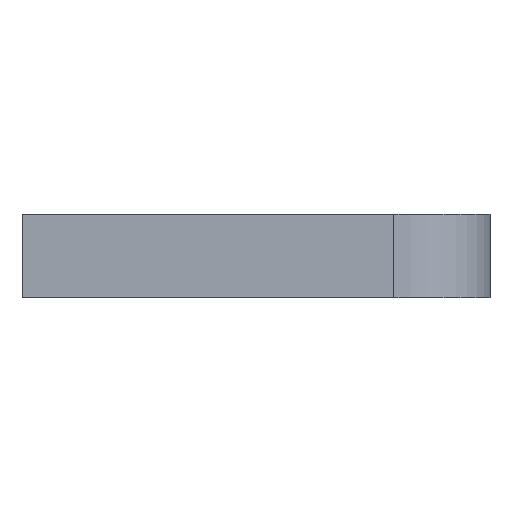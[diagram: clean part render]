
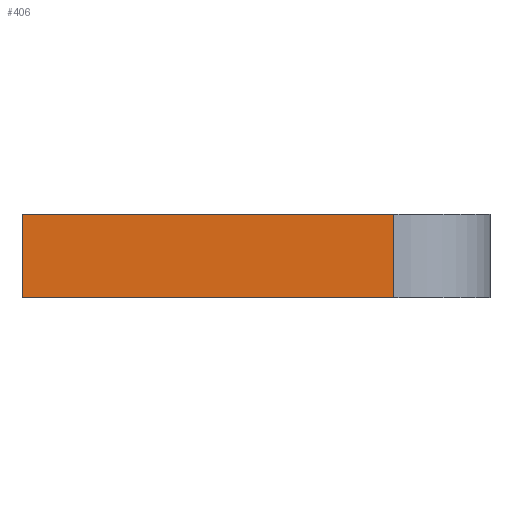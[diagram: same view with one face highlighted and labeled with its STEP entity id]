
A CAD part, front view. The second image highlights one B-rep face of the part: STEP entity #406.
In plain terms, the highlighted planar face has unit normal (0, -1, 0).
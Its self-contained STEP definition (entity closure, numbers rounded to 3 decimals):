
#350=CARTESIAN_POINT('',(-8.,455.,20.13));
#351=VERTEX_POINT('',#350);
#358=CARTESIAN_POINT('',(-8.,455.,23.33));
#359=VERTEX_POINT('',#358);
#360=CARTESIAN_POINT('',(-8.,455.,23.33));
#361=DIRECTION('',(0.,0.,-1.));
#362=VECTOR('',#361,3.2);
#363=LINE('',#360,#362);
#364=EDGE_CURVE('',#359,#351,#363,.T.);
#376=CARTESIAN_POINT('',(-2.,455.,23.33));
#377=DIRECTION('',(0.,-1.,0.));
#378=DIRECTION('',(0.,0.,-1.));
#379=AXIS2_PLACEMENT_3D('',#376,#377,#378);
#380=PLANE('',#379);
#381=CARTESIAN_POINT('',(6.3,455.,20.13));
#382=VERTEX_POINT('',#381);
#383=CARTESIAN_POINT('',(6.3,455.,20.13));
#384=DIRECTION('',(-1.,-0.,0.));
#385=VECTOR('',#384,14.3);
#386=LINE('',#383,#385);
#387=EDGE_CURVE('',#382,#351,#386,.T.);
#388=ORIENTED_EDGE('',*,*,#387,.F.);
#389=CARTESIAN_POINT('',(6.3,455.,23.33));
#390=VERTEX_POINT('',#389);
#391=CARTESIAN_POINT('',(6.3,455.,20.13));
#392=DIRECTION('',(-0.,-0.,1.));
#393=VECTOR('',#392,3.2);
#394=LINE('',#391,#393);
#395=EDGE_CURVE('',#382,#390,#394,.T.);
#396=ORIENTED_EDGE('',*,*,#395,.T.);
#397=CARTESIAN_POINT('',(6.3,455.,23.33));
#398=DIRECTION('',(-1.,-0.,0.));
#399=VECTOR('',#398,14.3);
#400=LINE('',#397,#399);
#401=EDGE_CURVE('',#390,#359,#400,.T.);
#402=ORIENTED_EDGE('',*,*,#401,.T.);
#403=ORIENTED_EDGE('',*,*,#364,.T.);
#404=EDGE_LOOP('',(#388,#396,#402,#403));
#405=FACE_BOUND('',#404,.T.);
#406=ADVANCED_FACE('',(#405),#380,.T.);
